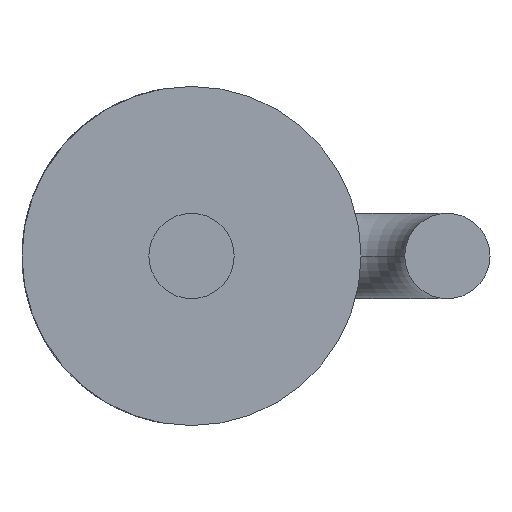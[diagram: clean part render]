
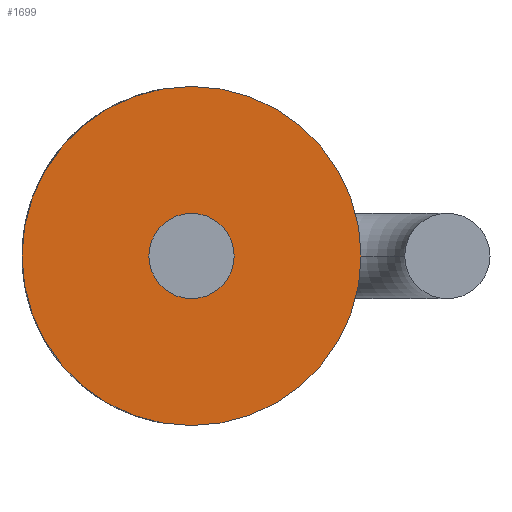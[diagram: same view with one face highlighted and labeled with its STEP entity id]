
A CAD part, front view. The second image highlights one B-rep face of the part: STEP entity #1699.
In plain terms, the highlighted planar face has unit normal (0, -1, 0).
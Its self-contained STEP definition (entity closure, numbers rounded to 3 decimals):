
#369 = CIRCLE ( 'NONE', #1012, 0.635 ) ;
#532 = EDGE_CURVE ( 'NONE', #1060, #2075, #3176, .T. ) ;
#626 = FACE_BOUND ( 'NONE', #3405, .T. ) ;
#787 = CARTESIAN_POINT ( 'NONE',  ( 0., 2., 0. ) ) ;
#794 = DIRECTION ( 'NONE',  ( 0., 1., 0. ) ) ;
#804 = AXIS2_PLACEMENT_3D ( 'NONE', #4699, #3926, #4996 ) ;
#814 = CARTESIAN_POINT ( 'NONE',  ( 0., 2., 0. ) ) ;
#851 = EDGE_CURVE ( 'NONE', #3178, #1076, #1715, .T. ) ;
#1012 = AXIS2_PLACEMENT_3D ( 'NONE', #3070, #1517, #4953 ) ;
#1060 = VERTEX_POINT ( 'NONE', #4878 ) ;
#1075 = ORIENTED_EDGE ( 'NONE', *, *, #2247, .F. ) ;
#1076 = VERTEX_POINT ( 'NONE', #1428 ) ;
#1190 = AXIS2_PLACEMENT_3D ( 'NONE', #3006, #1834, #3031 ) ;
#1428 = CARTESIAN_POINT ( 'NONE',  ( 0.635, 2., 0. ) ) ;
#1457 = EDGE_CURVE ( 'NONE', #2075, #1060, #2392, .T. ) ;
#1471 = PLANE ( 'NONE',  #1190 ) ;
#1517 = DIRECTION ( 'NONE',  ( 0., -1., 0. ) ) ;
#1598 = CARTESIAN_POINT ( 'NONE',  ( -0.635, 2., 0. ) ) ;
#1628 = AXIS2_PLACEMENT_3D ( 'NONE', #814, #794, #2410 ) ;
#1653 = ORIENTED_EDGE ( 'NONE', *, *, #1457, .F. ) ;
#1699 = ADVANCED_FACE ( 'NONE', ( #626, #4490 ), #1471, .F. ) ;
#1715 = CIRCLE ( 'NONE', #2717, 0.635 ) ;
#1834 = DIRECTION ( 'NONE',  ( 0., 1., 0. ) ) ;
#2014 = ORIENTED_EDGE ( 'NONE', *, *, #532, .F. ) ;
#2075 = VERTEX_POINT ( 'NONE', #3195 ) ;
#2247 = EDGE_CURVE ( 'NONE', #1076, #3178, #369, .T. ) ;
#2392 = CIRCLE ( 'NONE', #804, 2.525 ) ;
#2410 = DIRECTION ( 'NONE',  ( 0., 0., 1. ) ) ;
#2717 = AXIS2_PLACEMENT_3D ( 'NONE', #787, #3976, #4338 ) ;
#3006 = CARTESIAN_POINT ( 'NONE',  ( 0., 2., 0. ) ) ;
#3031 = DIRECTION ( 'NONE',  ( 0., 0., 1. ) ) ;
#3053 = ORIENTED_EDGE ( 'NONE', *, *, #851, .F. ) ;
#3070 = CARTESIAN_POINT ( 'NONE',  ( 0., 2., 0. ) ) ;
#3176 = CIRCLE ( 'NONE', #1628, 2.525 ) ;
#3178 = VERTEX_POINT ( 'NONE', #1598 ) ;
#3195 = CARTESIAN_POINT ( 'NONE',  ( 0., 2., 2.525 ) ) ;
#3245 = EDGE_LOOP ( 'NONE', ( #2014, #1653 ) ) ;
#3405 = EDGE_LOOP ( 'NONE', ( #1075, #3053 ) ) ;
#3926 = DIRECTION ( 'NONE',  ( 0., 1., 0. ) ) ;
#3976 = DIRECTION ( 'NONE',  ( 0., -1., 0. ) ) ;
#4338 = DIRECTION ( 'NONE',  ( 0., 0., 1. ) ) ;
#4490 = FACE_OUTER_BOUND ( 'NONE', #3245, .T. ) ;
#4699 = CARTESIAN_POINT ( 'NONE',  ( 0., 2., 0. ) ) ;
#4878 = CARTESIAN_POINT ( 'NONE',  ( 0., 2., -2.525 ) ) ;
#4953 = DIRECTION ( 'NONE',  ( 0., 0., 1. ) ) ;
#4996 = DIRECTION ( 'NONE',  ( 0., 0., 1. ) ) ;
